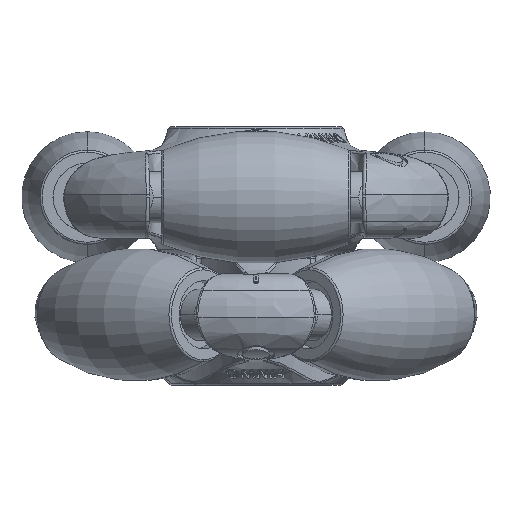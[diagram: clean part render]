
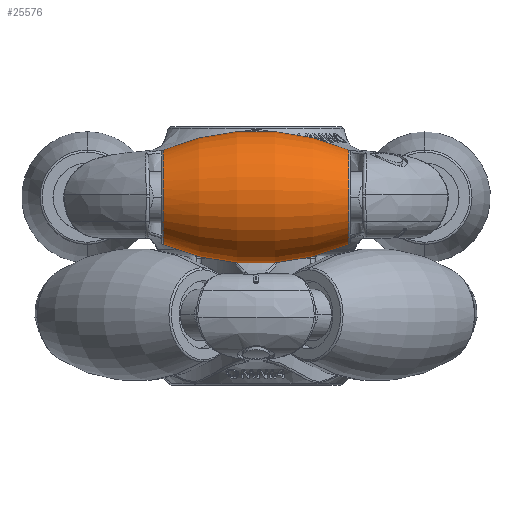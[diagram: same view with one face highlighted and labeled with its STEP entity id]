
A CAD part, left-side view. The second image highlights one B-rep face of the part: STEP entity #25576.
In plain terms, the highlighted toroidal (fillet/blend) face has major radius 17.955 mm and minor radius 25 mm.
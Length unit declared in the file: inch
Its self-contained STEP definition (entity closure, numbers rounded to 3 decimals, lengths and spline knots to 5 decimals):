
#2334 = VERTEX_POINT ( 'NONE', #18644 ) ;
#3063 = DIRECTION ( 'NONE',  ( 0., 0., 1. ) ) ;
#4640 = CIRCLE ( 'NONE', #6974, 0.19735 ) ;
#6974 = AXIS2_PLACEMENT_3D ( 'NONE', #13761, #17718, #3063 ) ;
#8996 = CARTESIAN_POINT ( 'NONE',  ( -0.70669, 0.38873, 0.24606 ) ) ;
#9892 = FACE_OUTER_BOUND ( 'NONE', #41234, .T. ) ;
#11520 = CIRCLE ( 'NONE', #39770, 0.98425 ) ;
#13761 = CARTESIAN_POINT ( 'NONE',  ( -0.70669, -0.38873, 0.24606 ) ) ;
#14518 = CIRCLE ( 'NONE', #27877, 0.98425 ) ;
#14605 = EDGE_CURVE ( 'NONE', #31797, #43513, #14518, .T. ) ;
#15100 = VERTEX_POINT ( 'NONE', #39185 ) ;
#15280 = DIRECTION ( 'NONE',  ( 0., -1., 0. ) ) ;
#16124 = CARTESIAN_POINT ( 'NONE',  ( -0.70669, 0.38873, 0.04872 ) ) ;
#17090 = CARTESIAN_POINT ( 'NONE',  ( -0.70669, 0., 0.24606 ) ) ;
#17718 = DIRECTION ( 'NONE',  ( 0., 1., 0. ) ) ;
#18192 = DIRECTION ( 'NONE',  ( -1., 0., 0. ) ) ;
#18644 = CARTESIAN_POINT ( 'NONE',  ( -0.70669, -0.38873, 0.44341 ) ) ;
#20420 = AXIS2_PLACEMENT_3D ( 'NONE', #17090, #31271, #45481 ) ;
#22473 = AXIS2_PLACEMENT_3D ( 'NONE', #8996, #15280, #37133 ) ;
#23293 = EDGE_CURVE ( 'NONE', #15100, #2334, #11520, .T. ) ;
#24681 = ORIENTED_EDGE ( 'NONE', *, *, #43391, .T. ) ;
#25117 = DIRECTION ( 'NONE',  ( 1., 0., 0. ) ) ;
#25570 = CARTESIAN_POINT ( 'NONE',  ( -0.70669, 0., -0.46083 ) ) ;
#25576 = ADVANCED_FACE ( 'NONE', ( #9892 ), #44180, .T. ) ;
#27877 = AXIS2_PLACEMENT_3D ( 'NONE', #39120, #18192, #40032 ) ;
#28383 = ORIENTED_EDGE ( 'NONE', *, *, #23293, .F. ) ;
#29515 = DIRECTION ( 'NONE',  ( 0., 1., 0. ) ) ;
#31010 = ORIENTED_EDGE ( 'NONE', *, *, #40191, .T. ) ;
#31271 = DIRECTION ( 'NONE',  ( 0., -1., 0. ) ) ;
#31797 = VERTEX_POINT ( 'NONE', #16124 ) ;
#37133 = DIRECTION ( 'NONE',  ( 0., 0., -1. ) ) ;
#39120 = CARTESIAN_POINT ( 'NONE',  ( -0.70669, 0., 0.95295 ) ) ;
#39185 = CARTESIAN_POINT ( 'NONE',  ( -0.70669, 0.38873, 0.44341 ) ) ;
#39446 = ORIENTED_EDGE ( 'NONE', *, *, #14605, .T. ) ;
#39770 = AXIS2_PLACEMENT_3D ( 'NONE', #25570, #25117, #29515 ) ;
#40032 = DIRECTION ( 'NONE',  ( 0., -1., 0. ) ) ;
#40191 = EDGE_CURVE ( 'NONE', #15100, #31797, #43277, .T. ) ;
#41234 = EDGE_LOOP ( 'NONE', ( #28383, #31010, #39446, #24681 ) ) ;
#43070 = CARTESIAN_POINT ( 'NONE',  ( -0.70669, -0.38873, 0.04872 ) ) ;
#43277 = CIRCLE ( 'NONE', #22473, 0.19735 ) ;
#43391 = EDGE_CURVE ( 'NONE', #43513, #2334, #4640, .T. ) ;
#43513 = VERTEX_POINT ( 'NONE', #43070 ) ;
#44180 = TOROIDAL_SURFACE ( 'NONE', #20420, -0.70689, 0.98425 ) ;
#45481 = DIRECTION ( 'NONE',  ( 0., 0., 1. ) ) ;
